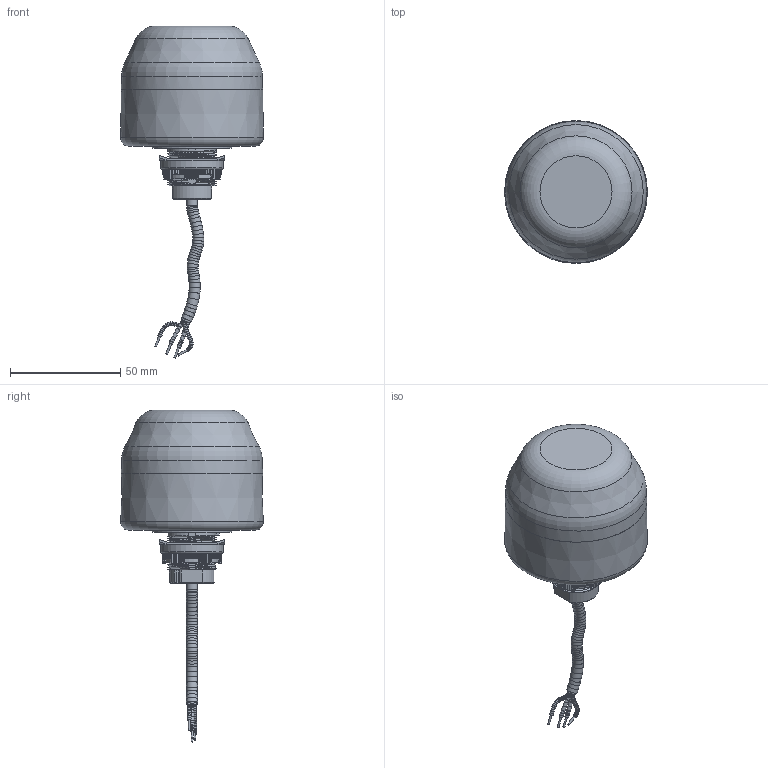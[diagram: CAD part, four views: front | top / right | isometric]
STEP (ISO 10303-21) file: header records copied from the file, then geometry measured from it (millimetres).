
FILE_DESCRIPTION(/* description */ (''),/* implementation_level */ '2;1');
FILE_NAME(/* name */ 'IML.stp',/* time_stamp */ '2014-05-28T10:03:57+02:00',/* author */ (''),/* organization */ (''),/* preprocessor_version */ 'ST-DEVELOPER v11',/* originating_system */ 'SIEMENS PLM Software NX 7.5',/* authorisation */ '');
FILE_SCHEMA (('AUTOMOTIVE_DESIGN { 1 0 10303 214 1 1 1 1 }'));
Length unit declared in the file: millimetre
Products named in the file (1): m.neE6739nrk
Bounding box: 64.75 x 64.75 x 150.46 mm (x, y, z)
Volume: 167483.7 mm3; surface area: 23044.8 mm2
Topology: 1 solids, 1 shells, 909 faces, 2621 edges, 1691 vertices
Faces by surface type: plane 539, cylinder 217, torus 115, bspline 18, revolution 10, cone 7, extrusion 3
Full cylindrical faces by diameter (mm): 0.9 x2, 1.7 x1, 3.4 x2, 4.4 x1, 5 x1, 21.209 x1, 25.4 x1, 28.575 x1, 36 x1
Entity records: 56836 total; most frequent: CARTESIAN_POINT 34443, ORIENTED_EDGE 4988, DIRECTION 4100, EDGE_CURVE 2494, VERTEX_POINT 1672, AXIS2_PLACEMENT_3D 1388, VECTOR 1314, LINE 1311
